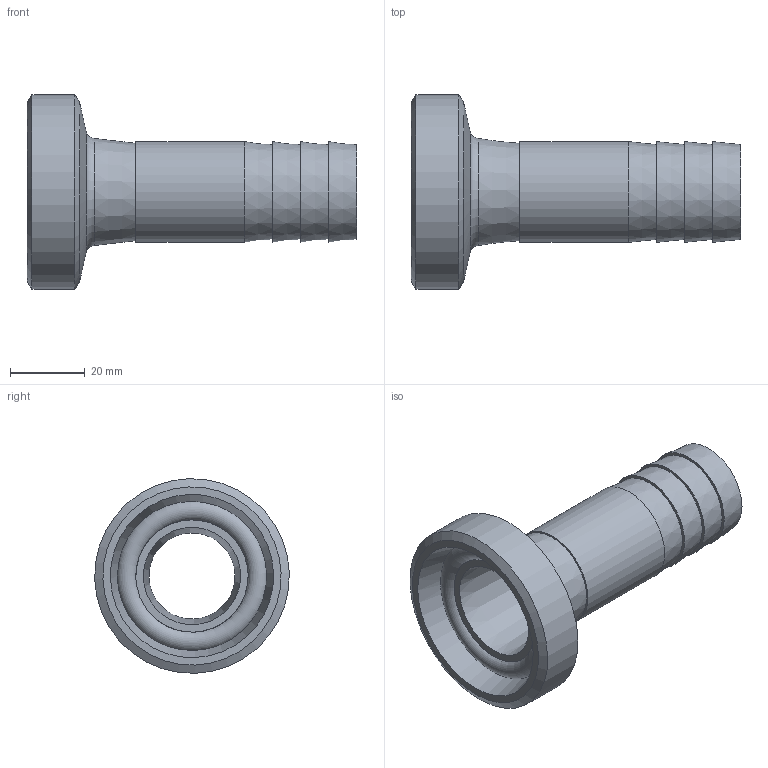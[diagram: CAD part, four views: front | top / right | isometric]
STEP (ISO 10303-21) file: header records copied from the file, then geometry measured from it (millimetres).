
FILE_DESCRIPTION(/* description */ (''),/* implementation_level */ '2;1');
FILE_NAME(/* name */ '26010025000.stp',/* time_stamp */ '2016-03-08T11:16:41+01:00',/* author */ ('Struska'),/* organization */ ('BUPOSPOL'),/* preprocessor_version */ 'ST-DEVELOPER v15.6',/* originating_system */ 'Autodesk Inventor 2015',/* authorisation */ '');
FILE_SCHEMA (('CONFIG_CONTROL_DESIGN'));
Length unit declared in the file: millimetre
Products named in the file (1): 26010025000
Bounding box: 88 x 51.97 x 51.97 mm (x, y, z)
Volume: 27684.1 mm3; surface area: 18200.5 mm2
Topology: 1 solids, 1 shells, 25 faces, 45 edges, 29 vertices
Faces by surface type: cone 10, plane 9, cylinder 4, torus 2
Full cylindrical faces by diameter (mm): 23.2 x1, 26.9 x1, 30 x1, 52 x1
Entity records: 564 total; most frequent: DIRECTION 102, CARTESIAN_POINT 76, AXIS2_PLACEMENT_3D 51, EDGE_LOOP 50, ORIENTED_EDGE 50, STYLED_ITEM 26, FACE_BOUND 25, FACE_OUTER_BOUND 25
